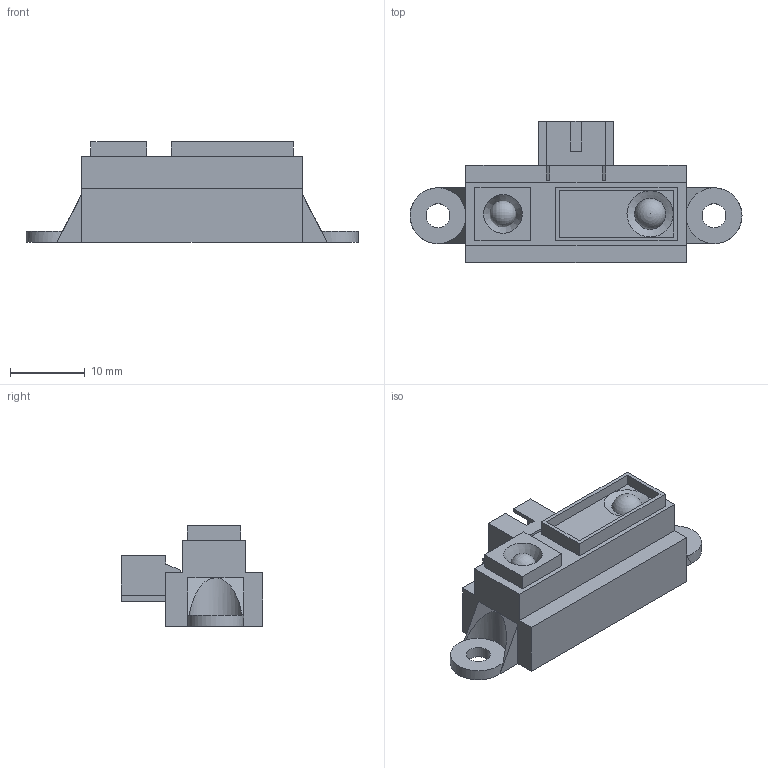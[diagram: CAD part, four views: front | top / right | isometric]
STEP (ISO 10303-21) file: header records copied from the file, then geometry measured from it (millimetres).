
FILE_DESCRIPTION(/* description */ ('STEP AP242','CAx-IF Rec.Pracs.---Representation and Presentation of Product Manufacturing Information (PMI)---4.0---2014-10-13','CAx-IF Rec.Pracs.---3D Tessellated Geometry---0.4---2014-09-14','2;1'),/* implementation_level */ '2;1');
FILE_NAME(/* name */ '6534d1e153c75f70d783c88c',/* time_stamp */ '2023-10-22T07:40:18Z',/* author */ (''),/* organization */ (''),/* preprocessor_version */ 'ST-DEVELOPER v19.4',/* originating_system */ ' ',/* authorisation */ ' ');
FILE_SCHEMA (('AP242_MANAGED_MODEL_BASED_3D_ENGINEERING_MIM_LF { 1 0 10303 442 1 1 4 }'));
Length unit declared in the file: metre
Products named in the file (1): infrared
Bounding box: 44.5 x 18.9 x 13.5 mm (x, y, z)
Volume: 3215.1 mm3; surface area: 2827.2 mm2
Topology: 1 solids, 1 shells, 76 faces, 202 edges, 131 vertices
Faces by surface type: plane 65, cylinder 7, cone 2, sphere 1, torus 1
Full cylindrical faces by diameter (mm): 3.2 x2, 4.2 x1
Entity records: 2516 total; most frequent: CARTESIAN_POINT 456, ORIENTED_EDGE 384, DIRECTION 368, EDGE_CURVE 192, LINE 168, VECTOR 168, VERTEX_POINT 128, AXIS2_PLACEMENT_3D 100
